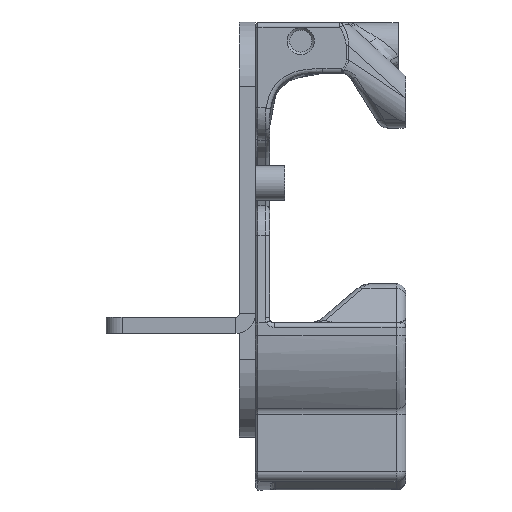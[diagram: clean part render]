
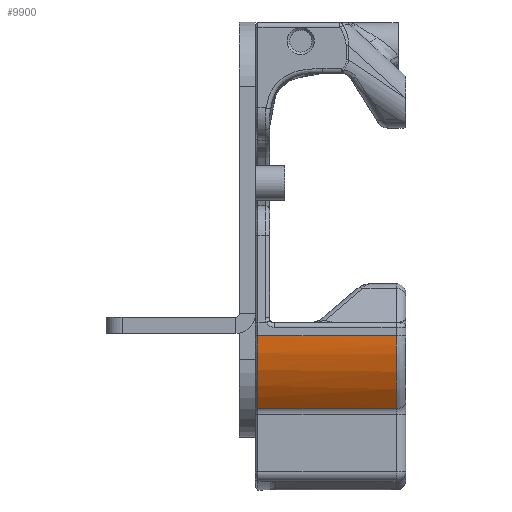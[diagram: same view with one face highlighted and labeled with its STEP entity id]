
A CAD part, left-side view. The second image highlights one B-rep face of the part: STEP entity #9900.
In plain terms, the highlighted free-form (B-spline) face has degree [3, 1] with [4, 2] control points.
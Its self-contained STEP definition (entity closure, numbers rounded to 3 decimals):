
#183=B_SPLINE_SURFACE_WITH_KNOTS('',3,1,((#17394,#17395),(#17396,#17397),
(#17398,#17399),(#17400,#17401)),.UNSPECIFIED.,.F.,.F.,.F.,(4,4),(2,2),
(0.,0.385),(0.,2.556),.UNSPECIFIED.);
#402=B_SPLINE_CURVE_WITH_KNOTS('',3,(#17406,#17407,#17408,#17409),
 .UNSPECIFIED.,.F.,.F.,(4,4),(-1.231,0.),.UNSPECIFIED.);
#403=B_SPLINE_CURVE_WITH_KNOTS('',3,(#17412,#17413,#17414,#17415,#17416,
#17417,#17418,#17419,#17420,#17421,#17422,#17423,#17424,#17425,#17426,#17427,
#17428,#17429,#17430,#17431,#17432,#17433,#17434,#17435,#17436,#17437,#17438,
#17439,#17440,#17441,#17442,#17443,#17444,#17445,#17446,#17447,#17448,#17449,
#17450,#17451,#17452,#17453,#17454,#17455,#17456,#17457,#17458,#17459,#17460),
 .UNSPECIFIED.,.F.,.F.,(4,3,3,3,3,3,3,3,3,3,3,3,3,3,3,3,4),(0.,0.001,
0.001,0.003,0.006,0.006,0.007,
0.008,0.01,0.01,0.011,0.011,
0.011,0.011,0.011,0.011,0.011),
 .UNSPECIFIED.);
#1115=LINE('',#17404,#1804);
#1116=LINE('',#17411,#1805);
#1804=VECTOR('',#12121,1.8);
#1805=VECTOR('',#12122,21.3);
#2527=FACE_OUTER_BOUND('',#3173,.T.);
#3173=EDGE_LOOP('',(#7154,#7155,#7156,#7157));
#4608=VERTEX_POINT('',#17402);
#4609=VERTEX_POINT('',#17403);
#4610=VERTEX_POINT('',#17405);
#4611=VERTEX_POINT('',#17410);
#5564=EDGE_CURVE('',#4608,#4609,#1115,.T.);
#5565=EDGE_CURVE('',#4609,#4610,#402,.T.);
#5566=EDGE_CURVE('',#4610,#4611,#1116,.T.);
#5567=EDGE_CURVE('',#4611,#4608,#403,.T.);
#7154=ORIENTED_EDGE('',*,*,#5564,.T.);
#7155=ORIENTED_EDGE('',*,*,#5565,.T.);
#7156=ORIENTED_EDGE('',*,*,#5566,.T.);
#7157=ORIENTED_EDGE('',*,*,#5567,.T.);
#9900=ADVANCED_FACE('',(#2527),#183,.F.);
#12121=DIRECTION('',(0.,0.,-1.));
#12122=DIRECTION('',(0.,0.,1.));
#17394=CARTESIAN_POINT('Ctrl Pts',(-25.25,-16.25,24.2));
#17395=CARTESIAN_POINT('Ctrl Pts',(-25.25,-16.25,-1.36));
#17396=CARTESIAN_POINT('Ctrl Pts',(-25.25,-20.546,24.2));
#17397=CARTESIAN_POINT('Ctrl Pts',(-25.25,-20.546,-1.36));
#17398=CARTESIAN_POINT('Ctrl Pts',(-23.6,-24.215,24.2));
#17399=CARTESIAN_POINT('Ctrl Pts',(-23.6,-24.215,-1.36));
#17400=CARTESIAN_POINT('Ctrl Pts',(-20.935,-27.497,24.2));
#17401=CARTESIAN_POINT('Ctrl Pts',(-20.935,-27.497,-1.36));
#17402=CARTESIAN_POINT('',(-25.25,-16.25,24.2));
#17403=CARTESIAN_POINT('',(-25.25,-16.25,2.9));
#17404=CARTESIAN_POINT('',(-25.25,-16.25,4.7));
#17405=CARTESIAN_POINT('',(-20.935,-27.497,2.9));
#17406=CARTESIAN_POINT('Ctrl Pts',(-25.25,-16.25,2.9));
#17407=CARTESIAN_POINT('Ctrl Pts',(-25.25,-20.546,2.9));
#17408=CARTESIAN_POINT('Ctrl Pts',(-23.6,-24.215,2.9));
#17409=CARTESIAN_POINT('Ctrl Pts',(-20.935,-27.497,2.9));
#17410=CARTESIAN_POINT('',(-20.935,-27.497,24.2));
#17411=CARTESIAN_POINT('',(-20.935,-27.497,2.9));
#17412=CARTESIAN_POINT('Ctrl Pts',(-20.935,-27.497,24.2));
#17413=CARTESIAN_POINT('Ctrl Pts',(-21.092,-27.303,
24.2));
#17414=CARTESIAN_POINT('Ctrl Pts',(-21.247,-27.107,
24.2));
#17415=CARTESIAN_POINT('Ctrl Pts',(-21.4,-26.907,24.2));
#17416=CARTESIAN_POINT('Ctrl Pts',(-21.552,-26.708,24.2));
#17417=CARTESIAN_POINT('Ctrl Pts',(-21.703,-26.504,
24.2));
#17418=CARTESIAN_POINT('Ctrl Pts',(-21.849,-26.299,
24.2));
#17419=CARTESIAN_POINT('Ctrl Pts',(-22.142,-25.888,
24.2));
#17420=CARTESIAN_POINT('Ctrl Pts',(-22.422,-25.468,
24.2));
#17421=CARTESIAN_POINT('Ctrl Pts',(-22.687,-25.036,24.2));
#17422=CARTESIAN_POINT('Ctrl Pts',(-23.216,-24.173,
24.2));
#17423=CARTESIAN_POINT('Ctrl Pts',(-23.684,-23.265,24.2));
#17424=CARTESIAN_POINT('Ctrl Pts',(-24.071,-22.306,24.2));
#17425=CARTESIAN_POINT('Ctrl Pts',(-24.168,-22.066,
24.2));
#17426=CARTESIAN_POINT('Ctrl Pts',(-24.26,-21.822,24.2));
#17427=CARTESIAN_POINT('Ctrl Pts',(-24.346,-21.577,24.2));
#17428=CARTESIAN_POINT('Ctrl Pts',(-24.432,-21.331,
24.2));
#17429=CARTESIAN_POINT('Ctrl Pts',(-24.512,-21.085,
24.2));
#17430=CARTESIAN_POINT('Ctrl Pts',(-24.586,-20.837,24.2));
#17431=CARTESIAN_POINT('Ctrl Pts',(-24.734,-20.34,
24.2));
#17432=CARTESIAN_POINT('Ctrl Pts',(-24.857,-19.839,
24.2));
#17433=CARTESIAN_POINT('Ctrl Pts',(-24.956,-19.333,24.2));
#17434=CARTESIAN_POINT('Ctrl Pts',(-25.054,-18.827,
24.2));
#17435=CARTESIAN_POINT('Ctrl Pts',(-25.128,-18.316,
24.2));
#17436=CARTESIAN_POINT('Ctrl Pts',(-25.177,-17.802,24.2));
#17437=CARTESIAN_POINT('Ctrl Pts',(-25.201,-17.545,
24.2));
#17438=CARTESIAN_POINT('Ctrl Pts',(-25.22,-17.287,
24.2));
#17439=CARTESIAN_POINT('Ctrl Pts',(-25.232,-17.028,
24.2));
#17440=CARTESIAN_POINT('Ctrl Pts',(-25.238,-16.899,
24.2));
#17441=CARTESIAN_POINT('Ctrl Pts',(-25.242,-16.77,
24.2));
#17442=CARTESIAN_POINT('Ctrl Pts',(-25.245,-16.64,24.2));
#17443=CARTESIAN_POINT('Ctrl Pts',(-25.247,-16.575,
24.2));
#17444=CARTESIAN_POINT('Ctrl Pts',(-25.248,-16.51,
24.2));
#17445=CARTESIAN_POINT('Ctrl Pts',(-25.249,-16.445,
24.2));
#17446=CARTESIAN_POINT('Ctrl Pts',(-25.249,-16.413,
24.2));
#17447=CARTESIAN_POINT('Ctrl Pts',(-25.25,-16.38,24.2));
#17448=CARTESIAN_POINT('Ctrl Pts',(-25.25,-16.348,24.2));
#17449=CARTESIAN_POINT('Ctrl Pts',(-25.25,-16.331,24.2));
#17450=CARTESIAN_POINT('Ctrl Pts',(-25.25,-16.315,24.2));
#17451=CARTESIAN_POINT('Ctrl Pts',(-25.25,-16.299,
24.2));
#17452=CARTESIAN_POINT('Ctrl Pts',(-25.25,-16.291,24.2));
#17453=CARTESIAN_POINT('Ctrl Pts',(-25.25,-16.283,24.2));
#17454=CARTESIAN_POINT('Ctrl Pts',(-25.25,-16.274,
24.2));
#17455=CARTESIAN_POINT('Ctrl Pts',(-25.25,-16.27,
24.2));
#17456=CARTESIAN_POINT('Ctrl Pts',(-25.25,-16.266,24.2));
#17457=CARTESIAN_POINT('Ctrl Pts',(-25.25,-16.262,
24.2));
#17458=CARTESIAN_POINT('Ctrl Pts',(-25.25,-16.258,
24.2));
#17459=CARTESIAN_POINT('Ctrl Pts',(-25.25,-16.254,24.2));
#17460=CARTESIAN_POINT('Ctrl Pts',(-25.25,-16.25,24.2));
